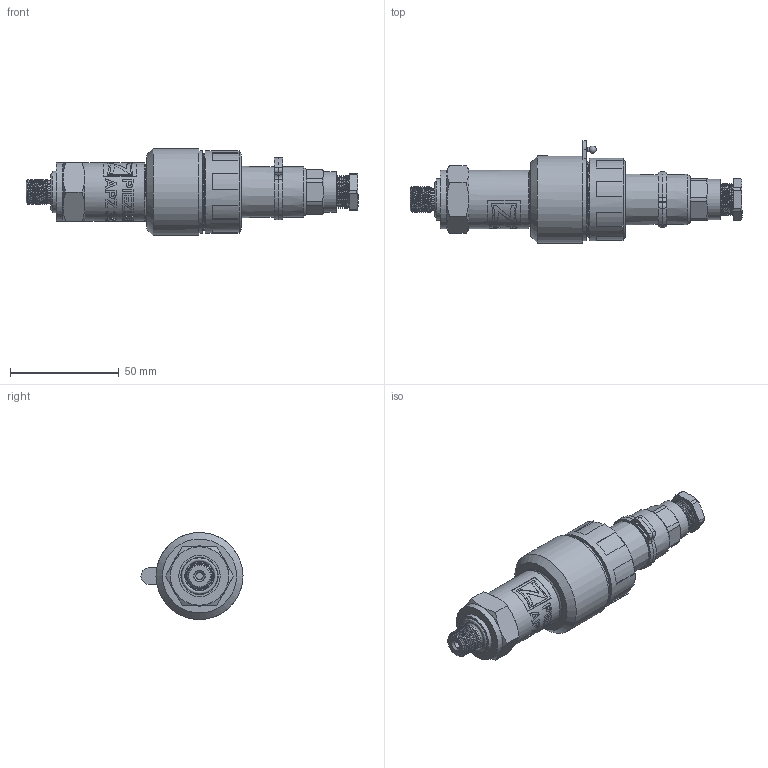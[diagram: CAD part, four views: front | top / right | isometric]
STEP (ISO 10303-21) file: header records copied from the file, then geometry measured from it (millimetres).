
FILE_DESCRIPTION(/* description */ (''),/* implementation_level */ '2;1');
FILE_NAME(/* name */ 'APZ3420_9_Buccaneer.step',/* time_stamp */ '2021-06-25T11:42:48+03:00',/* author */ (''),/* organization */ (''),/* preprocessor_version */ 'ST-DEVELOPER v18.1',/* originating_system */ 'Autodesk Translation Framework v10.9.0.1377',/* authorisation */ '');
FILE_SCHEMA (('AUTOMOTIVE_DESIGN { 1 0 10303 214 3 1 1 }'));
Length unit declared in the file: millimetre
Products named in the file (9): АПЗ 3420 в.2; M12x1 DIN; Bucaneer assembly v5; Bucaneer female v5; px0736-s; px0736-s_2; Bucaneer male v11; px0735-p; px0735-p_1
Assembly tree (8 placements, depth 5):
  АПЗ 3420 в.2
    M12x1 DIN
    Bucaneer assembly v5
      Bucaneer female v5
        px0736-s
          px0736-s_2
      Bucaneer male v11
        px0735-p
          px0735-p_1
Bounding box: 152.59 x 46.89 x 40 mm (x, y, z)
Volume: 77172.2 mm3; surface area: 48365.3 mm2
Topology: 14 solids, 18 shells, 1689 faces, 4655 edges, 3061 vertices
Faces by surface type: plane 1013, bspline 281, cylinder 241, cone 124, torus 19, sphere 11
Full cylindrical faces by diameter (mm): 2.03 x1, 2.413 x4, 2.439 x6, 2.459 x2, 2.464 x2, 2.87 x4, 3 x4, 3.3 x1, 3.302 x6, 3.734 x2, 4.1 x6, 4.19 x2, 4.47 x2, 8.255 x1, 9.53 x2, 10.5 x1, 10.741 x9, 11.884 x8, 11.938 x1, 12.09 x1, 13.5 x1, 13.716 x1, 13.741 x5, 14.021 x1, 14.884 x6, 15.062 x9, 16.61 x1, 16.7 x1, 17 x1, 18 x1
Entity records: 88441 total; most frequent: CARTESIAN_POINT 47331, ORIENTED_EDGE 9284, DIRECTION 7181, EDGE_CURVE 4642, VERTEX_POINT 3061, LINE 2965, VECTOR 2965, AXIS2_PLACEMENT_3D 2108
